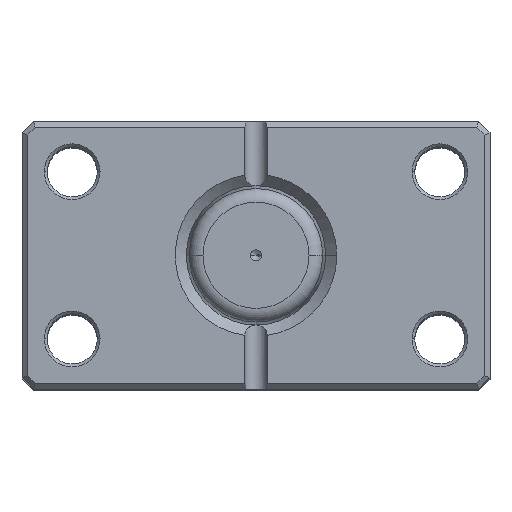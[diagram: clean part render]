
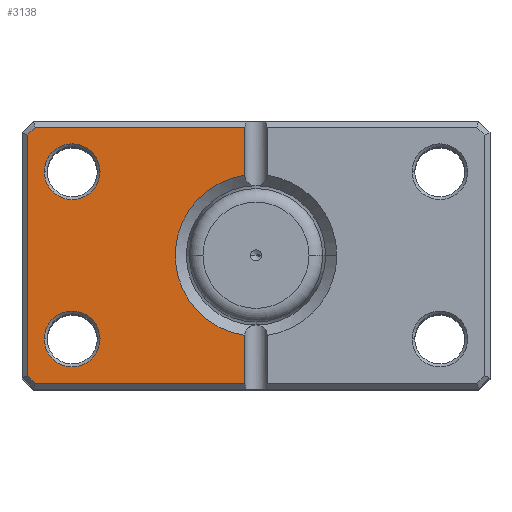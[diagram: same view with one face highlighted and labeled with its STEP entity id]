
A CAD part, top view. The second image highlights one B-rep face of the part: STEP entity #3138.
In plain terms, the highlighted face is planar.
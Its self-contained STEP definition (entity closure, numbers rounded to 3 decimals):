
#76 = DIRECTION ( 'NONE',  ( 0., 0., 1. ) ) ;
#94 = CARTESIAN_POINT ( 'NONE',  ( 0., 0., 0. ) ) ;
#181 = LINE ( 'NONE', #4227, #3635 ) ;
#188 = DIRECTION ( 'NONE',  ( 0., 0., 1. ) ) ;
#223 = AXIS2_PLACEMENT_3D ( 'NONE', #3341, #543, #3796 ) ;
#243 = CARTESIAN_POINT ( 'NONE',  ( 2., 24., 0. ) ) ;
#261 = ORIENTED_EDGE ( 'NONE', *, *, #3069, .T. ) ;
#282 = CARTESIAN_POINT ( 'NONE',  ( 38., 15., 0. ) ) ;
#377 = CARTESIAN_POINT ( 'NONE',  ( 38., -15., 0. ) ) ;
#385 = DIRECTION ( 'NONE',  ( 0., 1., 0. ) ) ;
#482 = DIRECTION ( 'NONE',  ( 0., 0., 1. ) ) ;
#504 = CIRCLE ( 'NONE', #2612, 5. ) ;
#543 = DIRECTION ( 'NONE',  ( 0., 0., 1. ) ) ;
#551 = EDGE_CURVE ( 'NONE', #1604, #1883, #715, .T. ) ;
#715 = LINE ( 'NONE', #4299, #3164 ) ;
#820 = VERTEX_POINT ( 'NONE', #1245 ) ;
#843 = CARTESIAN_POINT ( 'NONE',  ( 2., 23., 0. ) ) ;
#979 = VECTOR ( 'NONE', #385, 1000. ) ;
#1110 = DIRECTION ( 'NONE',  ( 1., 0., 0. ) ) ;
#1233 = CARTESIAN_POINT ( 'NONE',  ( 28., -15., 0. ) ) ;
#1245 = CARTESIAN_POINT ( 'NONE',  ( 2., 14.361, 0. ) ) ;
#1441 = ORIENTED_EDGE ( 'NONE', *, *, #1471, .T. ) ;
#1471 = EDGE_CURVE ( 'NONE', #2586, #2023, #3720, .T. ) ;
#1575 = ORIENTED_EDGE ( 'NONE', *, *, #3591, .T. ) ;
#1604 = VERTEX_POINT ( 'NONE', #3322 ) ;
#1681 = EDGE_LOOP ( 'NONE', ( #1575, #3988, #5239, #1710, #2914, #4134, #1844, #3056 ) ) ;
#1710 = ORIENTED_EDGE ( 'NONE', *, *, #2377, .T. ) ;
#1761 = VERTEX_POINT ( 'NONE', #2953 ) ;
#1844 = ORIENTED_EDGE ( 'NONE', *, *, #5468, .T. ) ;
#1878 = CARTESIAN_POINT ( 'NONE',  ( 41., 21.586, 0. ) ) ;
#1883 = VERTEX_POINT ( 'NONE', #3935 ) ;
#1919 = LINE ( 'NONE', #2450, #2846 ) ;
#1983 = VERTEX_POINT ( 'NONE', #5402 ) ;
#2023 = VERTEX_POINT ( 'NONE', #377 ) ;
#2156 = VERTEX_POINT ( 'NONE', #1878 ) ;
#2183 = VECTOR ( 'NONE', #2577, 1000. ) ;
#2187 = LINE ( 'NONE', #2726, #979 ) ;
#2257 = EDGE_LOOP ( 'NONE', ( #1441, #3846 ) ) ;
#2265 = EDGE_CURVE ( 'NONE', #2023, #2586, #5764, .T. ) ;
#2302 = DIRECTION ( 'NONE',  ( 0.707, -0.707, 0. ) ) ;
#2377 = EDGE_CURVE ( 'NONE', #3491, #1761, #1919, .T. ) ;
#2450 = CARTESIAN_POINT ( 'NONE',  ( 0., 23., 0. ) ) ;
#2538 = FACE_OUTER_BOUND ( 'NONE', #1681, .T. ) ;
#2577 = DIRECTION ( 'NONE',  ( 0., 1., 0. ) ) ;
#2586 = VERTEX_POINT ( 'NONE', #1233 ) ;
#2589 = LINE ( 'NONE', #4367, #5365 ) ;
#2612 = AXIS2_PLACEMENT_3D ( 'NONE', #2891, #76, #3364 ) ;
#2683 = FACE_BOUND ( 'NONE', #2257, .T. ) ;
#2726 = CARTESIAN_POINT ( 'NONE',  ( 2., 24., 0. ) ) ;
#2760 = DIRECTION ( 'NONE',  ( 0., 0., 1. ) ) ;
#2846 = VECTOR ( 'NONE', #5719, 1000. ) ;
#2891 = CARTESIAN_POINT ( 'NONE',  ( 33., 15., 0. ) ) ;
#2896 = EDGE_CURVE ( 'NONE', #1761, #2156, #4805, .T. ) ;
#2914 = ORIENTED_EDGE ( 'NONE', *, *, #2896, .T. ) ;
#2953 = CARTESIAN_POINT ( 'NONE',  ( 39.586, 23., 0. ) ) ;
#2999 = CARTESIAN_POINT ( 'NONE',  ( 33., 15., 0. ) ) ;
#3056 = ORIENTED_EDGE ( 'NONE', *, *, #551, .T. ) ;
#3069 = EDGE_CURVE ( 'NONE', #4658, #1983, #504, .T. ) ;
#3138 = ADVANCED_FACE ( 'NONE', ( #2683, #5020, #2538 ), #4278, .F. ) ;
#3164 = VECTOR ( 'NONE', #4313, 1000. ) ;
#3260 = CARTESIAN_POINT ( 'NONE',  ( 41., -21.586, 0. ) ) ;
#3284 = CARTESIAN_POINT ( 'NONE',  ( 33., -15., 0. ) ) ;
#3285 = EDGE_CURVE ( 'NONE', #1983, #4658, #3357, .T. ) ;
#3292 = AXIS2_PLACEMENT_3D ( 'NONE', #3284, #482, #3741 ) ;
#3322 = CARTESIAN_POINT ( 'NONE',  ( 39.586, -23., 0. ) ) ;
#3341 = CARTESIAN_POINT ( 'NONE',  ( 33., -15., 0. ) ) ;
#3357 = CIRCLE ( 'NONE', #5755, 5. ) ;
#3364 = DIRECTION ( 'NONE',  ( 1., 0., 0. ) ) ;
#3468 = DIRECTION ( 'NONE',  ( 1., 0., 0. ) ) ;
#3491 = VERTEX_POINT ( 'NONE', #843 ) ;
#3591 = EDGE_CURVE ( 'NONE', #1883, #5822, #2187, .T. ) ;
#3635 = VECTOR ( 'NONE', #4709, 1000. ) ;
#3712 = VERTEX_POINT ( 'NONE', #3260 ) ;
#3720 = CIRCLE ( 'NONE', #3292, 5. ) ;
#3741 = DIRECTION ( 'NONE',  ( 1., 0., 0. ) ) ;
#3796 = DIRECTION ( 'NONE',  ( 1., 0., 0. ) ) ;
#3832 = DIRECTION ( 'NONE',  ( 0., 0., 1. ) ) ;
#3846 = ORIENTED_EDGE ( 'NONE', *, *, #2265, .T. ) ;
#3865 = AXIS2_PLACEMENT_3D ( 'NONE', #94, #3832, #1110 ) ;
#3927 = DIRECTION ( 'NONE',  ( 0., -1., 0. ) ) ;
#3935 = CARTESIAN_POINT ( 'NONE',  ( 2., -23., 0. ) ) ;
#3988 = ORIENTED_EDGE ( 'NONE', *, *, #5023, .T. ) ;
#4008 = EDGE_CURVE ( 'NONE', #2156, #3712, #2589, .T. ) ;
#4134 = ORIENTED_EDGE ( 'NONE', *, *, #4008, .T. ) ;
#4227 = CARTESIAN_POINT ( 'NONE',  ( 31.293, -31.293, 0. ) ) ;
#4278 = PLANE ( 'NONE',  #3865 ) ;
#4299 = CARTESIAN_POINT ( 'NONE',  ( 0., -23., 0. ) ) ;
#4313 = DIRECTION ( 'NONE',  ( -1., 0., 0. ) ) ;
#4367 = CARTESIAN_POINT ( 'NONE',  ( 41., 0., 0. ) ) ;
#4446 = AXIS2_PLACEMENT_3D ( 'NONE', #5554, #2760, #6010 ) ;
#4620 = CARTESIAN_POINT ( 'NONE',  ( 31.293, 31.293, 0. ) ) ;
#4658 = VERTEX_POINT ( 'NONE', #282 ) ;
#4709 = DIRECTION ( 'NONE',  ( -0.707, -0.707, 0. ) ) ;
#4805 = LINE ( 'NONE', #4620, #5761 ) ;
#5020 = FACE_BOUND ( 'NONE', #5907, .T. ) ;
#5023 = EDGE_CURVE ( 'NONE', #5822, #820, #5576, .T. ) ;
#5099 = ORIENTED_EDGE ( 'NONE', *, *, #3285, .T. ) ;
#5239 = ORIENTED_EDGE ( 'NONE', *, *, #5845, .T. ) ;
#5365 = VECTOR ( 'NONE', #3927, 1000. ) ;
#5402 = CARTESIAN_POINT ( 'NONE',  ( 28., 15., 0. ) ) ;
#5468 = EDGE_CURVE ( 'NONE', #3712, #1604, #181, .T. ) ;
#5554 = CARTESIAN_POINT ( 'NONE',  ( 0., 0., 0. ) ) ;
#5576 = CIRCLE ( 'NONE', #4446, 14.5 ) ;
#5719 = DIRECTION ( 'NONE',  ( 1., 0., 0. ) ) ;
#5755 = AXIS2_PLACEMENT_3D ( 'NONE', #2999, #188, #3468 ) ;
#5761 = VECTOR ( 'NONE', #2302, 1000. ) ;
#5764 = CIRCLE ( 'NONE', #223, 5. ) ;
#5822 = VERTEX_POINT ( 'NONE', #5847 ) ;
#5845 = EDGE_CURVE ( 'NONE', #820, #3491, #5880, .T. ) ;
#5847 = CARTESIAN_POINT ( 'NONE',  ( 2., -14.361, 0. ) ) ;
#5880 = LINE ( 'NONE', #243, #2183 ) ;
#5907 = EDGE_LOOP ( 'NONE', ( #5099, #261 ) ) ;
#6010 = DIRECTION ( 'NONE',  ( 1., 0., 0. ) ) ;
